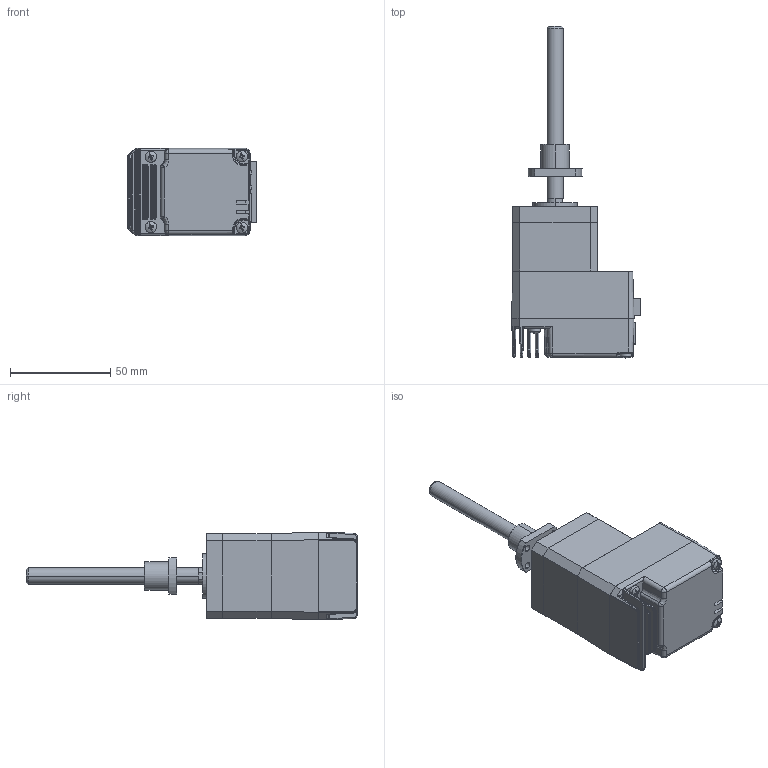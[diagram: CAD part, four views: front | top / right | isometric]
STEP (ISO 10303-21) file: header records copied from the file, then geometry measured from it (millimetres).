
FILE_DESCRIPTION (( 'STEP AP203' ), '1' );
FILE_NAME ('TSM17Q-2RG-B0802-90-AK1-0.STEP', '2019-11-13T06:30:27', ( 'Sky123.Org' ), ( 'Sky123.Org' ), 'SwSTEP 2.0', 'SolidWorks 2014', '' );
FILE_SCHEMA (( 'CONFIG_CONTROL_DESIGN' ));
Length unit declared in the file: millimetre
Products named in the file (1): TSM17Q-2RG-B0802-90-AK1-0
Bounding box: 64.11 x 165.37 x 43.53 mm (x, y, z)
Surface area: 32877.5 mm2 (no closed solid volume)
Topology: 0 solids, 22 shells, 457 faces, 1495 edges, 1045 vertices
Faces by surface type: plane 252, cylinder 127, bspline 54, cone 16, sphere 8
Entity records: 18622 total; most frequent: CARTESIAN_POINT 5991, DIRECTION 2474, ORIENTED_EDGE 2429, EDGE_CURVE 1491, VERTEX_POINT 1045, LINE 966, VECTOR 966, AXIS2_PLACEMENT_3D 754
